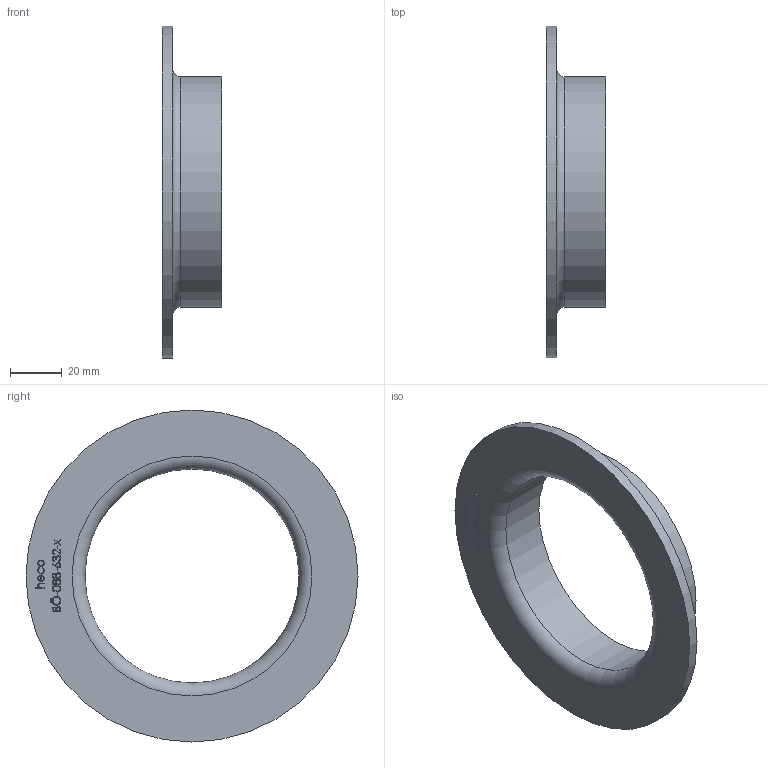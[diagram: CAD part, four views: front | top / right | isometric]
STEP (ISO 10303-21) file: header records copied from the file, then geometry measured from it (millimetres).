
FILE_DESCRIPTION (( 'STEP AP214' ), '1' );
FILE_NAME ('BÖ-088-632-x Vorschweissbördel 2010.STEP', '2020-10-13T09:30:10', ( '' ), ( '' ), 'SwSTEP 2.0', 'SolidWorks 2019', '' );
FILE_SCHEMA (( 'AUTOMOTIVE_DESIGN' ));
Length unit declared in the file: millimetre
Products named in the file (1): BÖ-088-632-x Vorschweissbördel 2010
Bounding box: 23 x 128 x 128 mm (x, y, z)
Volume: 45566.5 mm3; surface area: 27098.5 mm2
Topology: 1 solids, 1 shells, 227 faces, 584 edges, 389 vertices
Faces by surface type: bspline 132, plane 90, cylinder 3, torus 2
Full cylindrical faces by diameter (mm): 82.5 x1, 88.9 x1, 128 x1
Entity records: 16314 total; most frequent: CARTESIAN_POINT 9382, ORIENTED_EDGE 1156, EDGE_CURVE 578, DIRECTION 514, VERTEX_POINT 388, LINE 306, VECTOR 306, EDGE_LOOP 264
